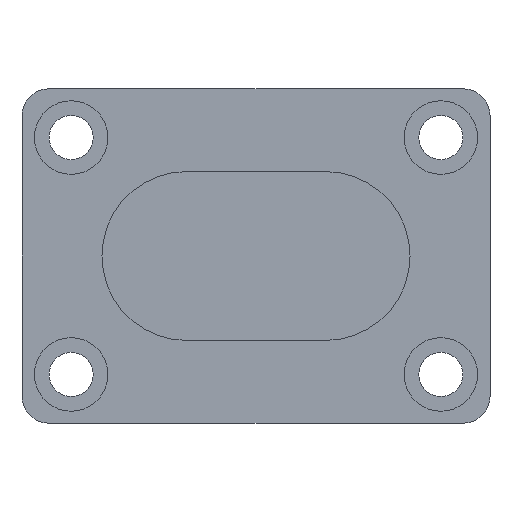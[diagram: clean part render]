
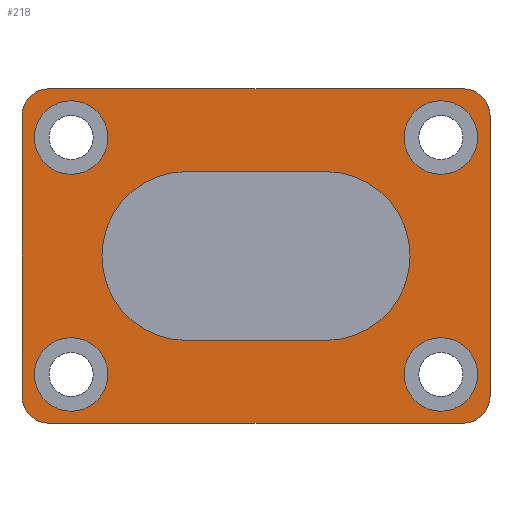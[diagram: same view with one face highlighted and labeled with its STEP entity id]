
A CAD part, front view. The second image highlights one B-rep face of the part: STEP entity #218.
In plain terms, the highlighted planar face has unit normal (0, -1, 0).
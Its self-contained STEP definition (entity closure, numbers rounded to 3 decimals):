
#32 = VERTEX_POINT('',#33);
#33 = CARTESIAN_POINT('',(-35.,-10.,-21.));
#39 = EDGE_CURVE('',#32,#40,#42,.T.);
#40 = VERTEX_POINT('',#41);
#41 = CARTESIAN_POINT('',(-35.,-10.,21.));
#42 = LINE('',#43,#44);
#43 = CARTESIAN_POINT('',(-35.,-10.,-25.));
#44 = VECTOR('',#45,1.);
#45 = DIRECTION('',(0.,0.,1.));
#174 = VERTEX_POINT('',#175);
#175 = CARTESIAN_POINT('',(-31.,-10.,-25.));
#181 = EDGE_CURVE('',#32,#174,#182,.T.);
#182 = CIRCLE('',#183,4.);
#183 = AXIS2_PLACEMENT_3D('',#184,#185,#186);
#184 = CARTESIAN_POINT('',(-31.,-10.,-21.));
#185 = DIRECTION('',(0.,-1.,0.));
#186 = DIRECTION('',(0.,0.,-1.));
#199 = VERTEX_POINT('',#200);
#200 = CARTESIAN_POINT('',(-31.,-10.,25.));
#206 = EDGE_CURVE('',#40,#199,#207,.T.);
#207 = CIRCLE('',#208,4.);
#208 = AXIS2_PLACEMENT_3D('',#209,#210,#211);
#209 = CARTESIAN_POINT('',(-31.,-10.,21.));
#210 = DIRECTION('',(-0.,1.,0.));
#211 = DIRECTION('',(0.,0.,-1.));
#218 = ADVANCED_FACE('',(#219,#264,#275,#286,#297,#333),#344,.F.);
#219 = FACE_BOUND('',#220,.F.);
#220 = EDGE_LOOP('',(#221,#222,#223,#231,#240,#248,#257,#263));
#221 = ORIENTED_EDGE('',*,*,#39,.T.);
#222 = ORIENTED_EDGE('',*,*,#206,.T.);
#223 = ORIENTED_EDGE('',*,*,#224,.T.);
#224 = EDGE_CURVE('',#199,#225,#227,.T.);
#225 = VERTEX_POINT('',#226);
#226 = CARTESIAN_POINT('',(31.,-10.,25.));
#227 = LINE('',#228,#229);
#228 = CARTESIAN_POINT('',(-35.,-10.,25.));
#229 = VECTOR('',#230,1.);
#230 = DIRECTION('',(1.,0.,0.));
#231 = ORIENTED_EDGE('',*,*,#232,.T.);
#232 = EDGE_CURVE('',#225,#233,#235,.T.);
#233 = VERTEX_POINT('',#234);
#234 = CARTESIAN_POINT('',(35.,-10.,21.));
#235 = CIRCLE('',#236,4.);
#236 = AXIS2_PLACEMENT_3D('',#237,#238,#239);
#237 = CARTESIAN_POINT('',(31.,-10.,21.));
#238 = DIRECTION('',(-0.,1.,0.));
#239 = DIRECTION('',(0.,0.,-1.));
#240 = ORIENTED_EDGE('',*,*,#241,.T.);
#241 = EDGE_CURVE('',#233,#242,#244,.T.);
#242 = VERTEX_POINT('',#243);
#243 = CARTESIAN_POINT('',(35.,-10.,-21.));
#244 = LINE('',#245,#246);
#245 = CARTESIAN_POINT('',(35.,-10.,25.));
#246 = VECTOR('',#247,1.);
#247 = DIRECTION('',(0.,0.,-1.));
#248 = ORIENTED_EDGE('',*,*,#249,.F.);
#249 = EDGE_CURVE('',#250,#242,#252,.T.);
#250 = VERTEX_POINT('',#251);
#251 = CARTESIAN_POINT('',(31.,-10.,-25.));
#252 = CIRCLE('',#253,4.);
#253 = AXIS2_PLACEMENT_3D('',#254,#255,#256);
#254 = CARTESIAN_POINT('',(31.,-10.,-21.));
#255 = DIRECTION('',(0.,-1.,0.));
#256 = DIRECTION('',(0.,0.,-1.));
#257 = ORIENTED_EDGE('',*,*,#258,.T.);
#258 = EDGE_CURVE('',#250,#174,#259,.T.);
#259 = LINE('',#260,#261);
#260 = CARTESIAN_POINT('',(35.,-10.,-25.));
#261 = VECTOR('',#262,1.);
#262 = DIRECTION('',(-1.,0.,0.));
#263 = ORIENTED_EDGE('',*,*,#181,.F.);
#264 = FACE_BOUND('',#265,.F.);
#265 = EDGE_LOOP('',(#266));
#266 = ORIENTED_EDGE('',*,*,#267,.T.);
#267 = EDGE_CURVE('',#268,#268,#270,.T.);
#268 = VERTEX_POINT('',#269);
#269 = CARTESIAN_POINT('',(-22.15,-10.,-17.719));
#270 = CIRCLE('',#271,5.5);
#271 = AXIS2_PLACEMENT_3D('',#272,#273,#274);
#272 = CARTESIAN_POINT('',(-27.65,-10.,-17.719));
#273 = DIRECTION('',(0.,-1.,0.));
#274 = DIRECTION('',(1.,0.,0.));
#275 = FACE_BOUND('',#276,.F.);
#276 = EDGE_LOOP('',(#277));
#277 = ORIENTED_EDGE('',*,*,#278,.T.);
#278 = EDGE_CURVE('',#279,#279,#281,.T.);
#279 = VERTEX_POINT('',#280);
#280 = CARTESIAN_POINT('',(-22.15,-10.,17.719));
#281 = CIRCLE('',#282,5.5);
#282 = AXIS2_PLACEMENT_3D('',#283,#284,#285);
#283 = CARTESIAN_POINT('',(-27.65,-10.,17.719));
#284 = DIRECTION('',(0.,-1.,0.));
#285 = DIRECTION('',(1.,0.,0.));
#286 = FACE_BOUND('',#287,.F.);
#287 = EDGE_LOOP('',(#288));
#288 = ORIENTED_EDGE('',*,*,#289,.T.);
#289 = EDGE_CURVE('',#290,#290,#292,.T.);
#290 = VERTEX_POINT('',#291);
#291 = CARTESIAN_POINT('',(33.15,-10.,-17.719));
#292 = CIRCLE('',#293,5.5);
#293 = AXIS2_PLACEMENT_3D('',#294,#295,#296);
#294 = CARTESIAN_POINT('',(27.65,-10.,-17.719));
#295 = DIRECTION('',(0.,-1.,0.));
#296 = DIRECTION('',(1.,0.,0.));
#297 = FACE_BOUND('',#298,.F.);
#298 = EDGE_LOOP('',(#299,#309,#318,#326));
#299 = ORIENTED_EDGE('',*,*,#300,.T.);
#300 = EDGE_CURVE('',#301,#303,#305,.T.);
#301 = VERTEX_POINT('',#302);
#302 = CARTESIAN_POINT('',(10.424,-10.,12.62));
#303 = VERTEX_POINT('',#304);
#304 = CARTESIAN_POINT('',(-10.424,-10.,12.62));
#305 = LINE('',#306,#307);
#306 = CARTESIAN_POINT('',(10.424,-10.,12.62));
#307 = VECTOR('',#308,1.);
#308 = DIRECTION('',(-1.,0.,0.));
#309 = ORIENTED_EDGE('',*,*,#310,.T.);
#310 = EDGE_CURVE('',#303,#311,#313,.T.);
#311 = VERTEX_POINT('',#312);
#312 = CARTESIAN_POINT('',(-10.424,-10.,-12.62));
#313 = CIRCLE('',#314,12.62);
#314 = AXIS2_PLACEMENT_3D('',#315,#316,#317);
#315 = CARTESIAN_POINT('',(-10.424,-10.,0.));
#316 = DIRECTION('',(0.,-1.,0.));
#317 = DIRECTION('',(1.,0.,0.));
#318 = ORIENTED_EDGE('',*,*,#319,.T.);
#319 = EDGE_CURVE('',#311,#320,#322,.T.);
#320 = VERTEX_POINT('',#321);
#321 = CARTESIAN_POINT('',(10.424,-10.,-12.62));
#322 = LINE('',#323,#324);
#323 = CARTESIAN_POINT('',(-10.424,-10.,-12.62));
#324 = VECTOR('',#325,1.);
#325 = DIRECTION('',(1.,0.,0.));
#326 = ORIENTED_EDGE('',*,*,#327,.T.);
#327 = EDGE_CURVE('',#320,#301,#328,.T.);
#328 = CIRCLE('',#329,12.62);
#329 = AXIS2_PLACEMENT_3D('',#330,#331,#332);
#330 = CARTESIAN_POINT('',(10.424,-10.,0.));
#331 = DIRECTION('',(0.,-1.,0.));
#332 = DIRECTION('',(1.,0.,0.));
#333 = FACE_BOUND('',#334,.F.);
#334 = EDGE_LOOP('',(#335));
#335 = ORIENTED_EDGE('',*,*,#336,.T.);
#336 = EDGE_CURVE('',#337,#337,#339,.T.);
#337 = VERTEX_POINT('',#338);
#338 = CARTESIAN_POINT('',(33.15,-10.,17.719));
#339 = CIRCLE('',#340,5.5);
#340 = AXIS2_PLACEMENT_3D('',#341,#342,#343);
#341 = CARTESIAN_POINT('',(27.65,-10.,17.719));
#342 = DIRECTION('',(0.,-1.,0.));
#343 = DIRECTION('',(1.,0.,0.));
#344 = PLANE('',#345);
#345 = AXIS2_PLACEMENT_3D('',#346,#347,#348);
#346 = CARTESIAN_POINT('',(0.,-10.,0.));
#347 = DIRECTION('',(0.,1.,0.));
#348 = DIRECTION('',(0.,0.,1.));
